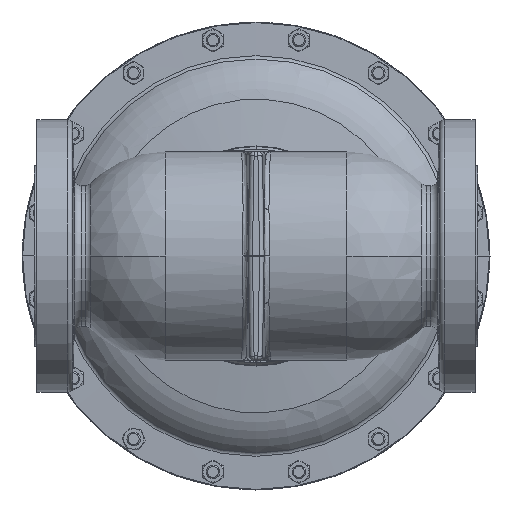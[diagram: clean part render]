
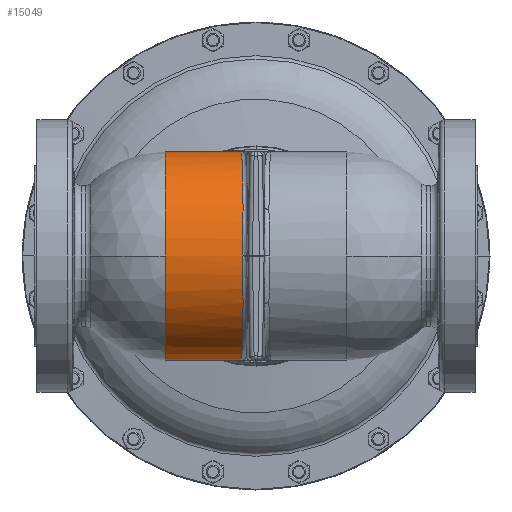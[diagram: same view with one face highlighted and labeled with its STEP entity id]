
A CAD part, front view. The second image highlights one B-rep face of the part: STEP entity #15049.
In plain terms, the highlighted cylindrical face has radius 73.025 mm (diameter 146.05 mm), a partial arc.
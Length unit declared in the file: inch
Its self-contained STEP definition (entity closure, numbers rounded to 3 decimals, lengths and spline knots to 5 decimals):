
#4294 = CARTESIAN_POINT ( 'NONE',  ( -2.5, -2.875, 0. ) ) ;
#5662 = CARTESIAN_POINT ( 'NONE',  ( -0.37004, -2.875, 0. ) ) ;
#7076 = CARTESIAN_POINT ( 'NONE',  ( -0.37004, -2.875, 0. ) ) ;
#12971 = ORIENTED_EDGE ( 'NONE', *, *, #136697, .F. ) ;
#14442 = VERTEX_POINT ( 'NONE', #92531 ) ;
#15049 = ADVANCED_FACE ( 'NONE', ( #56913 ), #101508, .T. ) ;
#15737 = DIRECTION ( 'NONE',  ( -1., 0., 0. ) ) ;
#19646 = EDGE_CURVE ( 'NONE', #120014, #74420, #103573, .T. ) ;
#20492 = VECTOR ( 'NONE', #136555, 39.37008 ) ;
#21726 = ORIENTED_EDGE ( 'NONE', *, *, #76205, .T. ) ;
#28519 = DIRECTION ( 'NONE',  ( -1., 0., 0. ) ) ;
#28609 = DIRECTION ( 'NONE',  ( -1., 0., 0. ) ) ;
#33254 = VERTEX_POINT ( 'NONE', #58529 ) ;
#33775 = CARTESIAN_POINT ( 'NONE',  ( -0.42245, 0., 2.875 ) ) ;
#39333 = AXIS2_PLACEMENT_3D ( 'NONE', #87646, #98642, #55503 ) ;
#42436 = EDGE_CURVE ( 'NONE', #89543, #142033, #98110, .T. ) ;
#44757 = CARTESIAN_POINT ( 'NONE',  ( -0.33936, -2.875, 1.68414 ) ) ;
#45307 = ORIENTED_EDGE ( 'NONE', *, *, #97259, .T. ) ;
#47559 = CARTESIAN_POINT ( 'NONE',  ( -0.42245, 0., 2.875 ) ) ;
#47792 = CARTESIAN_POINT ( 'NONE',  ( -2.5, 0., -2.875 ) ) ;
#53163 =( BOUNDED_CURVE ( )  B_SPLINE_CURVE ( 3, ( #129865, #117432, #96278, #5662 ),
 .UNSPECIFIED., .F., .F. ) 
 B_SPLINE_CURVE_WITH_KNOTS ( ( 4, 4 ),
 ( 2.03426, 3.60506 ),
 .UNSPECIFIED. ) 
 CURVE ( )  GEOMETRIC_REPRESENTATION_ITEM ( )  RATIONAL_B_SPLINE_CURVE ( ( 1., 0.805, 0.805, 1. ) ) 
 REPRESENTATION_ITEM ( '' )  );
#55503 = DIRECTION ( 'NONE',  ( 0., 0., 1. ) ) ;
#56431 = ORIENTED_EDGE ( 'NONE', *, *, #66085, .F. ) ;
#56913 = FACE_OUTER_BOUND ( 'NONE', #96913, .T. ) ;
#58529 = CARTESIAN_POINT ( 'NONE',  ( -2.5, 0., 2.875 ) ) ;
#59357 = DIRECTION ( 'NONE',  ( 0., 0., 1. ) ) ;
#64321 = AXIS2_PLACEMENT_3D ( 'NONE', #90064, #28609, #59357 ) ;
#66085 = EDGE_CURVE ( 'NONE', #14442, #120014, #67857, .T. ) ;
#67857 = LINE ( 'NONE', #144597, #20492 ) ;
#70444 = ORIENTED_EDGE ( 'NONE', *, *, #19646, .F. ) ;
#74420 = VERTEX_POINT ( 'NONE', #4294 ) ;
#76205 = EDGE_CURVE ( 'NONE', #142033, #33254, #104123, .T. ) ;
#81839 = ORIENTED_EDGE ( 'NONE', *, *, #42436, .T. ) ;
#87646 = CARTESIAN_POINT ( 'NONE',  ( 0., 0., 0. ) ) ;
#89543 = VERTEX_POINT ( 'NONE', #7076 ) ;
#90064 = CARTESIAN_POINT ( 'NONE',  ( -2.5, 0., 0. ) ) ;
#90806 = CARTESIAN_POINT ( 'NONE',  ( -0.37004, -2.875, 0. ) ) ;
#92531 = CARTESIAN_POINT ( 'NONE',  ( -0.42245, 0., -2.875 ) ) ;
#96278 = CARTESIAN_POINT ( 'NONE',  ( -0.33936, -2.875, -1.68414 ) ) ;
#96913 = EDGE_LOOP ( 'NONE', ( #56431, #45307, #81839, #21726, #12971, #70444 ) ) ;
#97259 = EDGE_CURVE ( 'NONE', #14442, #89543, #53163, .T. ) ;
#98110 =( BOUNDED_CURVE ( )  B_SPLINE_CURVE ( 3, ( #90806, #44757, #133933, #33775 ),
 .UNSPECIFIED., .F., .F. ) 
 B_SPLINE_CURVE_WITH_KNOTS ( ( 4, 4 ),
 ( 2.67813, 4.24892 ),
 .UNSPECIFIED. ) 
 CURVE ( )  GEOMETRIC_REPRESENTATION_ITEM ( )  RATIONAL_B_SPLINE_CURVE ( ( 1., 0.805, 0.805, 1. ) ) 
 REPRESENTATION_ITEM ( '' )  );
#98642 = DIRECTION ( 'NONE',  ( -1., 0., 0. ) ) ;
#101508 = CYLINDRICAL_SURFACE ( 'NONE', #39333, 2.875 ) ;
#103573 = CIRCLE ( 'NONE', #131504, 2.875 ) ;
#104123 = LINE ( 'NONE', #115799, #139201 ) ;
#108659 = CIRCLE ( 'NONE', #64321, 2.875 ) ;
#114746 = DIRECTION ( 'NONE',  ( 0., 0., 1. ) ) ;
#115799 = CARTESIAN_POINT ( 'NONE',  ( 0., 0., 2.875 ) ) ;
#117432 = CARTESIAN_POINT ( 'NONE',  ( -0.36108, -1.68414, -2.875 ) ) ;
#117650 = CARTESIAN_POINT ( 'NONE',  ( -2.5, 0., 0. ) ) ;
#120014 = VERTEX_POINT ( 'NONE', #47792 ) ;
#129865 = CARTESIAN_POINT ( 'NONE',  ( -0.42245, 0., -2.875 ) ) ;
#131504 = AXIS2_PLACEMENT_3D ( 'NONE', #117650, #28519, #114746 ) ;
#133933 = CARTESIAN_POINT ( 'NONE',  ( -0.36108, -1.68414, 2.875 ) ) ;
#136555 = DIRECTION ( 'NONE',  ( -1., 0., 0. ) ) ;
#136697 = EDGE_CURVE ( 'NONE', #74420, #33254, #108659, .T. ) ;
#139201 = VECTOR ( 'NONE', #15737, 39.37008 ) ;
#142033 = VERTEX_POINT ( 'NONE', #47559 ) ;
#144597 = CARTESIAN_POINT ( 'NONE',  ( 0., 0., -2.875 ) ) ;
